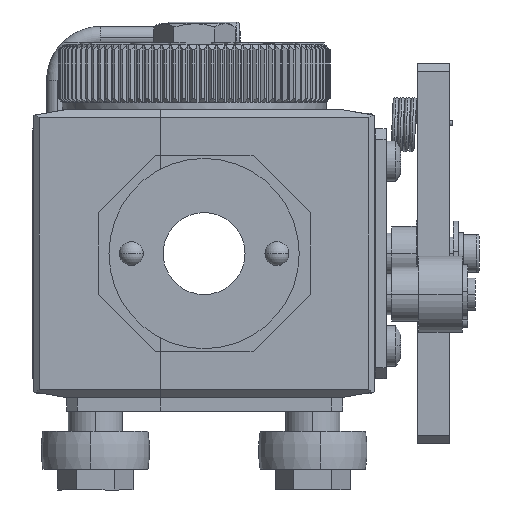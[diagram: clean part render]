
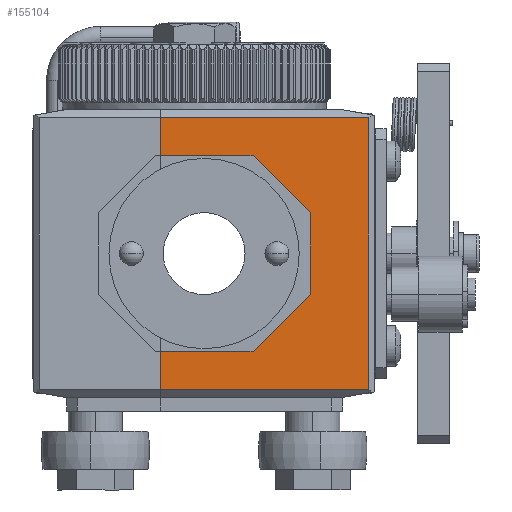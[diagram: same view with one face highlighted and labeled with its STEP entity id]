
A CAD part, left-side view. The second image highlights one B-rep face of the part: STEP entity #155104.
In plain terms, the highlighted planar face has unit normal (-1, 0, 0).
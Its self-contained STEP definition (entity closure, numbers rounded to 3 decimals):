
#3227 = VERTEX_POINT ( 'NONE', #34018 ) ;
#4473 = VERTEX_POINT ( 'NONE', #133737 ) ;
#11236 = LINE ( 'NONE', #49039, #145121 ) ;
#19854 = LINE ( 'NONE', #54236, #33542 ) ;
#20829 = EDGE_CURVE ( 'NONE', #77471, #3227, #19854, .T. ) ;
#33027 = VECTOR ( 'NONE', #59878, 1000. ) ;
#33542 = VECTOR ( 'NONE', #147648, 1000. ) ;
#34018 = CARTESIAN_POINT ( 'NONE',  ( -48.5, -19.5, -7.5 ) ) ;
#36142 = VERTEX_POINT ( 'NONE', #206174 ) ;
#38555 = CARTESIAN_POINT ( 'NONE',  ( -48.5, -9., 18. ) ) ;
#41377 = DIRECTION ( 'NONE',  ( 0., 0., 1. ) ) ;
#41508 = LINE ( 'NONE', #130358, #90207 ) ;
#44147 = VECTOR ( 'NONE', #125704, 1000. ) ;
#49039 = CARTESIAN_POINT ( 'NONE',  ( -48.5, 8., 26.5 ) ) ;
#49613 = LINE ( 'NONE', #124155, #115095 ) ;
#49877 = ORIENTED_EDGE ( 'NONE', *, *, #91162, .T. ) ;
#51075 = PLANE ( 'NONE',  #54580 ) ;
#54236 = CARTESIAN_POINT ( 'NONE',  ( -48.5, -9., -18. ) ) ;
#54580 = AXIS2_PLACEMENT_3D ( 'NONE', #124392, #163454, #107835 ) ;
#57558 = LINE ( 'NONE', #38555, #33027 ) ;
#59255 = CARTESIAN_POINT ( 'NONE',  ( -48.5, -19.5, -7.5 ) ) ;
#59878 = DIRECTION ( 'NONE',  ( 0., 1., 0. ) ) ;
#67016 = CARTESIAN_POINT ( 'NONE',  ( -48.5, -19.5, 7.5 ) ) ;
#70170 = LINE ( 'NONE', #89051, #44147 ) ;
#77471 = VERTEX_POINT ( 'NONE', #77639 ) ;
#77639 = CARTESIAN_POINT ( 'NONE',  ( -48.5, -9., -18. ) ) ;
#78709 = CARTESIAN_POINT ( 'NONE',  ( -48.5, 8., -18. ) ) ;
#84062 = VERTEX_POINT ( 'NONE', #154426 ) ;
#87539 = EDGE_CURVE ( 'NONE', #200082, #84062, #70170, .T. ) ;
#89051 = CARTESIAN_POINT ( 'NONE',  ( -48.5, -10.1, 25. ) ) ;
#90140 = ORIENTED_EDGE ( 'NONE', *, *, #20829, .F. ) ;
#90207 = VECTOR ( 'NONE', #113739, 1000. ) ;
#91162 = EDGE_CURVE ( 'NONE', #4473, #133195, #107880, .T. ) ;
#91299 = CARTESIAN_POINT ( 'NONE',  ( -48.5, -10.1, -25. ) ) ;
#93550 = LINE ( 'NONE', #59255, #163019 ) ;
#94098 = ORIENTED_EDGE ( 'NONE', *, *, #110528, .T. ) ;
#101370 = VERTEX_POINT ( 'NONE', #78709 ) ;
#105388 = CARTESIAN_POINT ( 'NONE',  ( -48.5, -19.5, 7.5 ) ) ;
#107835 = DIRECTION ( 'NONE',  ( 0., 0., -1. ) ) ;
#107880 = LINE ( 'NONE', #91299, #178371 ) ;
#108123 = EDGE_CURVE ( 'NONE', #177168, #163752, #188703, .T. ) ;
#110528 = EDGE_CURVE ( 'NONE', #133195, #200082, #195565, .T. ) ;
#113739 = DIRECTION ( 'NONE',  ( 0., 0., 1. ) ) ;
#114500 = EDGE_CURVE ( 'NONE', #4473, #101370, #41508, .T. ) ;
#115095 = VECTOR ( 'NONE', #160891, 1000. ) ;
#118158 = EDGE_CURVE ( 'NONE', #163752, #36142, #57558, .T. ) ;
#119542 = EDGE_LOOP ( 'NONE', ( #145995, #49877, #94098, #129089, #173225, #195045, #136666, #137687, #90140, #217926 ) ) ;
#120879 = CARTESIAN_POINT ( 'NONE',  ( -48.5, -30.3, 8.55 ) ) ;
#124155 = CARTESIAN_POINT ( 'NONE',  ( -48.5, 8., -18. ) ) ;
#124392 = CARTESIAN_POINT ( 'NONE',  ( -48.5, -10.1, 8.55 ) ) ;
#125704 = DIRECTION ( 'NONE',  ( 0., 1., 0. ) ) ;
#127972 = EDGE_CURVE ( 'NONE', #36142, #84062, #11236, .T. ) ;
#129089 = ORIENTED_EDGE ( 'NONE', *, *, #87539, .T. ) ;
#130358 = CARTESIAN_POINT ( 'NONE',  ( -48.5, 8., -11.05 ) ) ;
#133195 = VERTEX_POINT ( 'NONE', #219217 ) ;
#133737 = CARTESIAN_POINT ( 'NONE',  ( -48.5, 8., -25. ) ) ;
#135344 = DIRECTION ( 'NONE',  ( 0., 0.707, 0.707 ) ) ;
#136666 = ORIENTED_EDGE ( 'NONE', *, *, #108123, .F. ) ;
#137687 = ORIENTED_EDGE ( 'NONE', *, *, #203491, .F. ) ;
#141015 = FACE_OUTER_BOUND ( 'NONE', #119542, .T. ) ;
#145121 = VECTOR ( 'NONE', #213636, 1000. ) ;
#145995 = ORIENTED_EDGE ( 'NONE', *, *, #114500, .F. ) ;
#147648 = DIRECTION ( 'NONE',  ( 0., -0.707, 0.707 ) ) ;
#154426 = CARTESIAN_POINT ( 'NONE',  ( -48.5, 8., 25. ) ) ;
#155104 = ADVANCED_FACE ( 'NONE', ( #141015 ), #51075, .F. ) ;
#157630 = DIRECTION ( 'NONE',  ( 0., 0., 1. ) ) ;
#160891 = DIRECTION ( 'NONE',  ( 0., -1., 0. ) ) ;
#163019 = VECTOR ( 'NONE', #41377, 1000. ) ;
#163454 = DIRECTION ( 'NONE',  ( 1., 0., 0. ) ) ;
#163494 = DIRECTION ( 'NONE',  ( 0., -1., 0. ) ) ;
#163752 = VERTEX_POINT ( 'NONE', #225040 ) ;
#173225 = ORIENTED_EDGE ( 'NONE', *, *, #127972, .F. ) ;
#177168 = VERTEX_POINT ( 'NONE', #67016 ) ;
#178371 = VECTOR ( 'NONE', #163494, 1000. ) ;
#184598 = VECTOR ( 'NONE', #135344, 1000. ) ;
#188703 = LINE ( 'NONE', #105388, #184598 ) ;
#189801 = CARTESIAN_POINT ( 'NONE',  ( -48.5, -30.3, 25. ) ) ;
#195045 = ORIENTED_EDGE ( 'NONE', *, *, #118158, .F. ) ;
#195565 = LINE ( 'NONE', #120879, #204699 ) ;
#200082 = VERTEX_POINT ( 'NONE', #189801 ) ;
#203491 = EDGE_CURVE ( 'NONE', #3227, #177168, #93550, .T. ) ;
#204699 = VECTOR ( 'NONE', #157630, 1000. ) ;
#206174 = CARTESIAN_POINT ( 'NONE',  ( -48.5, 8., 18. ) ) ;
#213636 = DIRECTION ( 'NONE',  ( 0., 0., 1. ) ) ;
#217926 = ORIENTED_EDGE ( 'NONE', *, *, #226982, .F. ) ;
#219217 = CARTESIAN_POINT ( 'NONE',  ( -48.5, -30.3, -25. ) ) ;
#225040 = CARTESIAN_POINT ( 'NONE',  ( -48.5, -9., 18. ) ) ;
#226982 = EDGE_CURVE ( 'NONE', #101370, #77471, #49613, .T. ) ;
